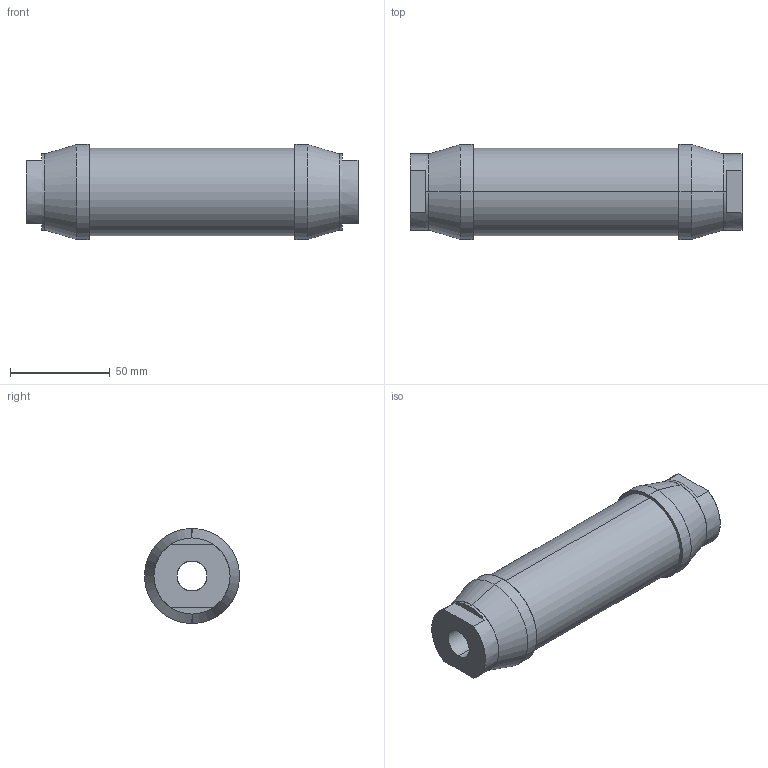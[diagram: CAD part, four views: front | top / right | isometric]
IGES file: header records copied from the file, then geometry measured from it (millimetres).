
Start section: SolidWorks IGES file using analytic representation for surfaces
Global section: file name: ECA'WPB3_SERIES.IGS; native system: SolidWorks 2016; preprocessor: SolidWorks 2016; author: afp; date: 161209.110958; units: millimetre
Bounding box: 166.42 x 47.62 x 47.62 mm (x, y, z)
Surface area: 74126.8 mm2 (no closed solid volume)
Topology: 0 solids, 0 shells, 60 faces, 1880 edges, 1880 vertices
Faces by surface type: revolution 36, bspline 24
